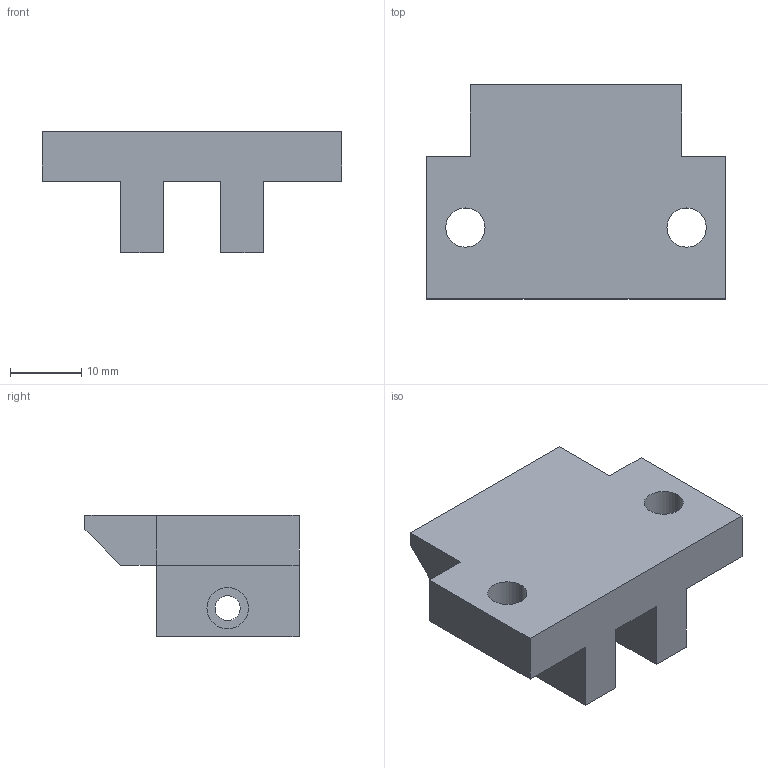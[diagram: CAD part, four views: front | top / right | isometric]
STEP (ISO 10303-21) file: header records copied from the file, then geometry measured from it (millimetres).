
FILE_DESCRIPTION (( 'STEP AP203' ), '1' );
FILE_NAME ('Encoder Spring mount.STEP', '2021-07-31T11:33:02', ( '' ), ( '' ), 'SwSTEP 2.0', 'SolidWorks 2020', '' );
FILE_SCHEMA (( 'CONFIG_CONTROL_DESIGN' ));
Length unit declared in the file: millimetre
Products named in the file (1): Encoder Spring mount
Bounding box: 42 x 30 x 17 mm (x, y, z)
Volume: 9267.1 mm3; surface area: 4541.1 mm2
Topology: 1 solids, 1 shells, 43 faces, 111 edges, 74 vertices
Faces by surface type: plane 29, cylinder 14
Entity records: 1406 total; most frequent: CARTESIAN_POINT 229, DIRECTION 227, ORIENTED_EDGE 222, EDGE_CURVE 111, VECTOR 83, LINE 83, VERTEX_POINT 74, AXIS2_PLACEMENT_3D 72
